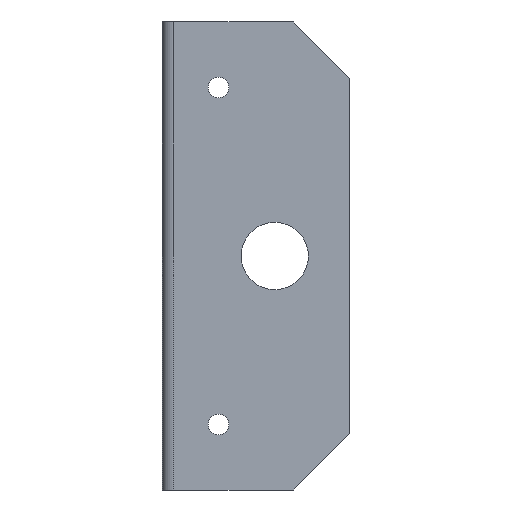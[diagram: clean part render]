
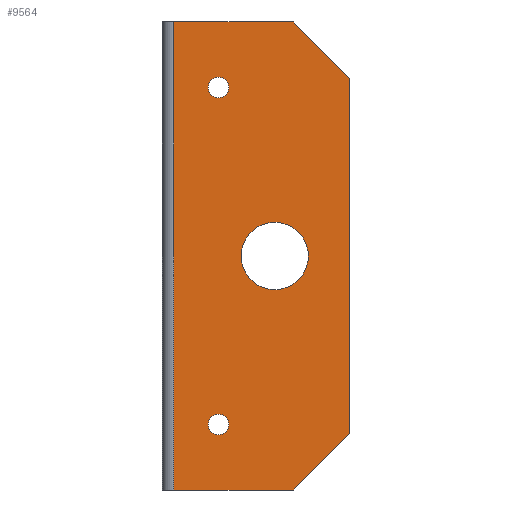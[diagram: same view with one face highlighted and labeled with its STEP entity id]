
A CAD part, left-side view. The second image highlights one B-rep face of the part: STEP entity #9564.
In plain terms, the highlighted planar face has unit normal (-1, 0, 0).
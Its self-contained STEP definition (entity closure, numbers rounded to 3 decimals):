
#211=FACE_BOUND('',#1268,.T.);
#212=FACE_BOUND('',#1269,.T.);
#213=FACE_BOUND('',#1270,.T.);
#707=FACE_OUTER_BOUND('',#1267,.T.);
#1267=EDGE_LOOP('',(#8615,#8616,#8617,#8618,#8619,#8620));
#1268=EDGE_LOOP('',(#8621));
#1269=EDGE_LOOP('',(#8622));
#1270=EDGE_LOOP('',(#8623));
#2400=LINE('',#16997,#3537);
#2403=LINE('',#17003,#3540);
#2407=LINE('',#17016,#3544);
#2408=LINE('',#17019,#3545);
#2409=LINE('',#17024,#3546);
#2410=LINE('',#17027,#3547);
#3537=VECTOR('',#12689,10.);
#3540=VECTOR('',#12694,10.);
#3544=VECTOR('',#12710,10.);
#3545=VECTOR('',#12715,10.);
#3546=VECTOR('',#12722,10.);
#3547=VECTOR('',#12727,10.);
#3713=CIRCLE('',#10238,9.);
#3714=CIRCLE('',#10242,2.75);
#3715=CIRCLE('',#10244,2.75);
#4605=VERTEX_POINT('',#16990);
#4606=VERTEX_POINT('',#16994);
#4607=VERTEX_POINT('',#16996);
#4608=VERTEX_POINT('',#17000);
#4609=VERTEX_POINT('',#17002);
#4610=VERTEX_POINT('',#17006);
#4611=VERTEX_POINT('',#17010);
#4612=VERTEX_POINT('',#17014);
#4613=VERTEX_POINT('',#17023);
#5935=EDGE_CURVE('',#4605,#4605,#3713,.T.);
#5938=EDGE_CURVE('',#4607,#4606,#2400,.T.);
#5941=EDGE_CURVE('',#4609,#4608,#2403,.T.);
#5943=EDGE_CURVE('',#4610,#4610,#3714,.T.);
#5945=EDGE_CURVE('',#4611,#4611,#3715,.T.);
#5948=EDGE_CURVE('',#4608,#4612,#2407,.T.);
#5950=EDGE_CURVE('',#4606,#4609,#2408,.T.);
#5952=EDGE_CURVE('',#4613,#4607,#2409,.T.);
#5954=EDGE_CURVE('',#4613,#4612,#2410,.T.);
#8615=ORIENTED_EDGE('',*,*,#5938,.T.);
#8616=ORIENTED_EDGE('',*,*,#5950,.T.);
#8617=ORIENTED_EDGE('',*,*,#5941,.T.);
#8618=ORIENTED_EDGE('',*,*,#5948,.T.);
#8619=ORIENTED_EDGE('',*,*,#5954,.F.);
#8620=ORIENTED_EDGE('',*,*,#5952,.T.);
#8621=ORIENTED_EDGE('',*,*,#5935,.T.);
#8622=ORIENTED_EDGE('',*,*,#5943,.T.);
#8623=ORIENTED_EDGE('',*,*,#5945,.T.);
#9030=PLANE('',#10253);
#9564=ADVANCED_FACE('',(#707,#211,#212,#213),#9030,.T.);
#10238=AXIS2_PLACEMENT_3D('',#16991,#12683,#12684);
#10242=AXIS2_PLACEMENT_3D('',#17007,#12698,#12699);
#10244=AXIS2_PLACEMENT_3D('',#17011,#12703,#12704);
#10253=AXIS2_PLACEMENT_3D('',#17026,#12725,#12726);
#12683=DIRECTION('center_axis',(1.,0.,0.));
#12684=DIRECTION('ref_axis',(0.,0.,-1.));
#12689=DIRECTION('',(0.,-0.707,0.707));
#12694=DIRECTION('',(0.,0.707,0.707));
#12698=DIRECTION('center_axis',(1.,0.,0.));
#12699=DIRECTION('ref_axis',(0.,0.,-1.));
#12703=DIRECTION('center_axis',(1.,0.,0.));
#12704=DIRECTION('ref_axis',(0.,0.,-1.));
#12710=DIRECTION('',(0.,1.,0.));
#12715=DIRECTION('',(0.,0.,1.));
#12722=DIRECTION('',(0.,-1.,0.));
#12725=DIRECTION('center_axis',(-1.,0.,0.));
#12726=DIRECTION('ref_axis',(0.,0.,1.));
#12727=DIRECTION('',(0.,0.,1.));
#16990=CARTESIAN_POINT('',(0.,-30.,9.));
#16991=CARTESIAN_POINT('Origin',(0.,-30.,0.));
#16994=CARTESIAN_POINT('',(0.,-50.,-47.5));
#16996=CARTESIAN_POINT('',(0.,-35.,-62.5));
#16997=CARTESIAN_POINT('',(0.,-61.875,-35.625));
#17000=CARTESIAN_POINT('',(0.,-35.,62.5));
#17002=CARTESIAN_POINT('',(0.,-50.,47.5));
#17003=CARTESIAN_POINT('',(0.,-54.375,43.125));
#17006=CARTESIAN_POINT('',(0.,-15.,47.75));
#17007=CARTESIAN_POINT('Origin',(0.,-15.,45.));
#17010=CARTESIAN_POINT('',(0.,-15.,-42.25));
#17011=CARTESIAN_POINT('Origin',(0.,-15.,-45.));
#17014=CARTESIAN_POINT('',(0.,-3.,62.5));
#17016=CARTESIAN_POINT('',(0.,-3.,62.5));
#17019=CARTESIAN_POINT('',(0.,-50.,0.));
#17023=CARTESIAN_POINT('',(0.,-3.,-62.5));
#17024=CARTESIAN_POINT('',(0.,-3.,-62.5));
#17026=CARTESIAN_POINT('Origin',(0.,-50.,0.));
#17027=CARTESIAN_POINT('',(0.,-3.,0.));
